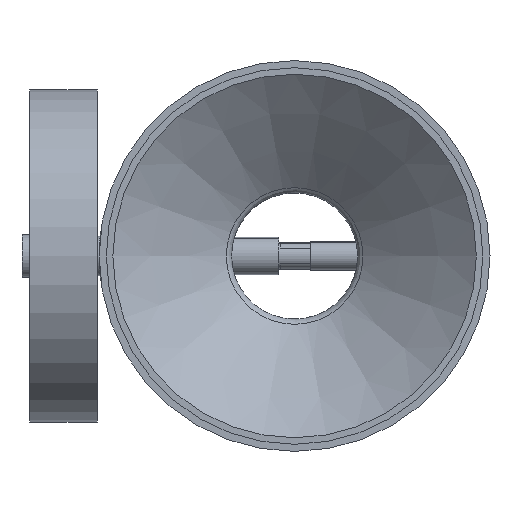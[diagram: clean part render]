
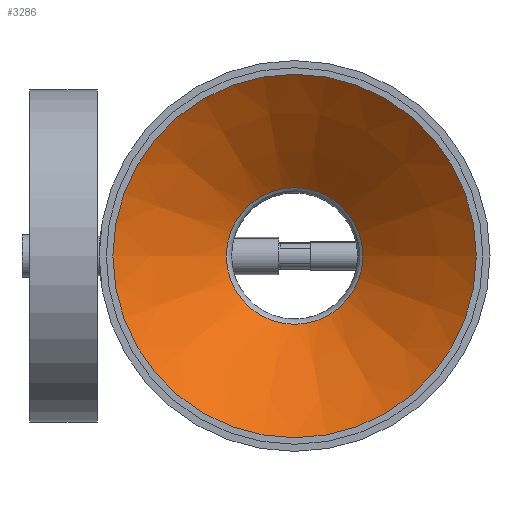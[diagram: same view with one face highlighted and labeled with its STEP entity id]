
A CAD part, left-side view. The second image highlights one B-rep face of the part: STEP entity #3286.
In plain terms, the highlighted conical face has half-angle 50.756 degrees and reference radius 202.384 mm.
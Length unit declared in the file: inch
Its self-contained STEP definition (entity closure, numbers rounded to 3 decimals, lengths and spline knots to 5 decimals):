
#42=CONICAL_SURFACE('',#3879,7.96788,0.886);
#388=FACE_OUTER_BOUND('',#619,.T.);
#619=EDGE_LOOP('',(#2867,#2868,#2869,#2870,#2871,#2872,#2873));
#819=LINE('',#6138,#1006);
#1006=VECTOR('',#4889,7.96788);
#1252=CIRCLE('',#3877,11.58308);
#1253=CIRCLE('',#3878,11.58308);
#1254=CIRCLE('',#3880,4.35268);
#1255=CIRCLE('',#3881,4.35268);
#1256=CIRCLE('',#3882,4.35268);
#1573=VERTEX_POINT('',#6130);
#1574=VERTEX_POINT('',#6131);
#1575=VERTEX_POINT('',#6135);
#1576=VERTEX_POINT('',#6136);
#1577=VERTEX_POINT('',#6139);
#2024=EDGE_CURVE('',#1573,#1574,#1252,.T.);
#2025=EDGE_CURVE('',#1574,#1573,#1253,.T.);
#2026=EDGE_CURVE('',#1575,#1576,#1254,.T.);
#2027=EDGE_CURVE('',#1576,#1574,#819,.T.);
#2028=EDGE_CURVE('',#1576,#1577,#1255,.T.);
#2029=EDGE_CURVE('',#1577,#1575,#1256,.T.);
#2867=ORIENTED_EDGE('',*,*,#2026,.T.);
#2868=ORIENTED_EDGE('',*,*,#2027,.T.);
#2869=ORIENTED_EDGE('',*,*,#2024,.F.);
#2870=ORIENTED_EDGE('',*,*,#2025,.F.);
#2871=ORIENTED_EDGE('',*,*,#2027,.F.);
#2872=ORIENTED_EDGE('',*,*,#2028,.T.);
#2873=ORIENTED_EDGE('',*,*,#2029,.T.);
#3286=ADVANCED_FACE('',(#388),#42,.F.);
#3877=AXIS2_PLACEMENT_3D('',#6132,#4881,#4882);
#3878=AXIS2_PLACEMENT_3D('',#6133,#4883,#4884);
#3879=AXIS2_PLACEMENT_3D('',#6134,#4885,#4886);
#3880=AXIS2_PLACEMENT_3D('',#6137,#4887,#4888);
#3881=AXIS2_PLACEMENT_3D('',#6140,#4890,#4891);
#3882=AXIS2_PLACEMENT_3D('',#6141,#4892,#4893);
#4881=DIRECTION('center_axis',(0.,-1.,0.));
#4882=DIRECTION('ref_axis',(0.,0.,
-1.));
#4883=DIRECTION('center_axis',(0.,-1.,0.));
#4884=DIRECTION('ref_axis',(0.,0.,
-1.));
#4885=DIRECTION('center_axis',(0.,1.,0.));
#4886=DIRECTION('ref_axis',(0.,0.,
-1.));
#4887=DIRECTION('center_axis',(0.,-1.,0.));
#4888=DIRECTION('ref_axis',(0.,0.,
-1.));
#4889=DIRECTION('',(0.,0.633,0.774));
#4890=DIRECTION('center_axis',(0.,-1.,0.));
#4891=DIRECTION('ref_axis',(0.,0.,
-1.));
#4892=DIRECTION('center_axis',(0.,-1.,0.));
#4893=DIRECTION('ref_axis',(0.,0.,
-1.));
#6130=CARTESIAN_POINT('',(12.45551,22.07467,-11.58308));
#6131=CARTESIAN_POINT('',(12.45551,22.07467,11.58308));
#6132=CARTESIAN_POINT('Origin',(12.45551,22.07467,0.));
#6133=CARTESIAN_POINT('Origin',(12.45551,22.07467,0.));
#6134=CARTESIAN_POINT('Origin',(12.45551,19.12156,0.));
#6135=CARTESIAN_POINT('',(12.45551,16.16846,-4.35268));
#6136=CARTESIAN_POINT('',(12.45551,16.16846,4.35268));
#6137=CARTESIAN_POINT('Origin',(12.45551,16.16846,0.));
#6138=CARTESIAN_POINT('',(12.45551,19.12156,7.96788));
#6139=CARTESIAN_POINT('',(8.10283,16.16846,0.));
#6140=CARTESIAN_POINT('Origin',(12.45551,16.16846,0.));
#6141=CARTESIAN_POINT('Origin',(12.45551,16.16846,0.));
